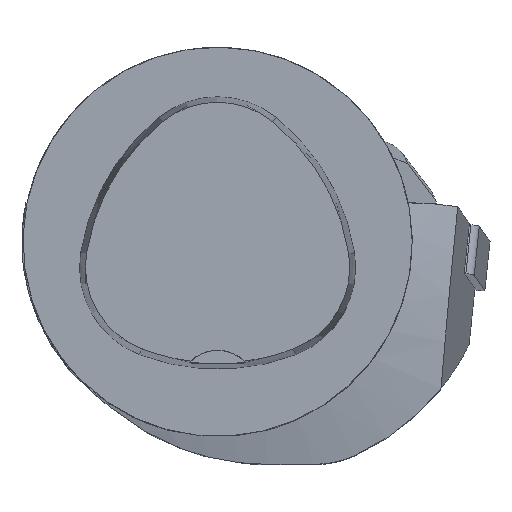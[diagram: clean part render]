
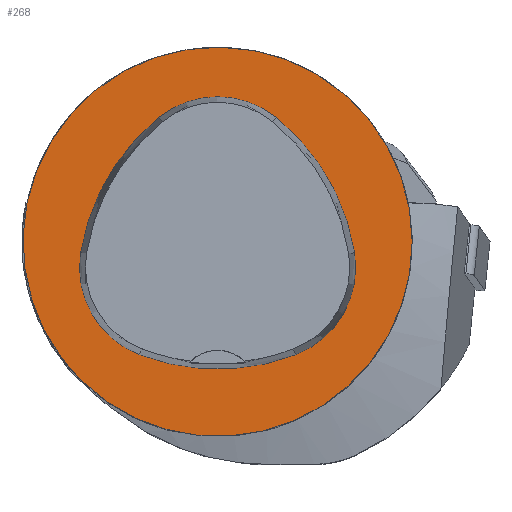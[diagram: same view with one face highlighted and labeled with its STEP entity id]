
A CAD part, top view. The second image highlights one B-rep face of the part: STEP entity #268.
In plain terms, the highlighted planar face has unit normal (0, 0, 1).
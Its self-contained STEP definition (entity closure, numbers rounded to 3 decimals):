
#268=ADVANCED_FACE('',(#666,#667),#340,.T.);
#340=PLANE('',#1821);
#666=FACE_BOUND('',#712,.T.);
#667=FACE_BOUND('',#713,.T.);
#712=EDGE_LOOP('',(#969,#970,#971,#972,#973,#974));
#713=EDGE_LOOP('',(#975));
#969=ORIENTED_EDGE('',*,*,#1513,.F.);
#970=ORIENTED_EDGE('',*,*,#1508,.F.);
#971=ORIENTED_EDGE('',*,*,#1503,.F.);
#972=ORIENTED_EDGE('',*,*,#1500,.F.);
#973=ORIENTED_EDGE('',*,*,#1497,.F.);
#974=ORIENTED_EDGE('',*,*,#1493,.F.);
#975=ORIENTED_EDGE('',*,*,#1483,.T.);
#1308=VERTEX_POINT('',#2698);
#1317=VERTEX_POINT('',#2718);
#1318=VERTEX_POINT('',#2719);
#1321=VERTEX_POINT('',#2727);
#1323=VERTEX_POINT('',#2733);
#1325=VERTEX_POINT('',#2739);
#1329=VERTEX_POINT('',#2752);
#1483=EDGE_CURVE('',#1308,#1308,#1627,.T.);
#1493=EDGE_CURVE('',#1317,#1318,#1628,.T.);
#1497=EDGE_CURVE('',#1318,#1321,#1630,.T.);
#1500=EDGE_CURVE('',#1321,#1323,#1632,.T.);
#1503=EDGE_CURVE('',#1323,#1325,#1634,.T.);
#1508=EDGE_CURVE('',#1325,#1329,#1637,.T.);
#1513=EDGE_CURVE('',#1329,#1317,#1640,.T.);
#1627=CIRCLE('',#1792,25.);
#1628=CIRCLE('',#1799,28.);
#1630=CIRCLE('',#1802,12.);
#1632=CIRCLE('',#1805,28.);
#1634=CIRCLE('',#1808,12.);
#1637=CIRCLE('',#1812,28.);
#1640=CIRCLE('',#1816,12.);
#1792=AXIS2_PLACEMENT_3D('',#2697,#2073,#2074);
#1799=AXIS2_PLACEMENT_3D('',#2717,#2091,#2092);
#1802=AXIS2_PLACEMENT_3D('',#2726,#2099,#2100);
#1805=AXIS2_PLACEMENT_3D('',#2732,#2106,#2107);
#1808=AXIS2_PLACEMENT_3D('',#2738,#2113,#2114);
#1812=AXIS2_PLACEMENT_3D('',#2751,#2122,#2123);
#1816=AXIS2_PLACEMENT_3D('',#2764,#2131,#2132);
#1821=AXIS2_PLACEMENT_3D('',#2769,#2141,#2142);
#2073=DIRECTION('',(0.,0.,1.));
#2074=DIRECTION('',(1.,0.,0.));
#2091=DIRECTION('',(0.,0.,1.));
#2092=DIRECTION('',(1.,0.,0.));
#2099=DIRECTION('',(0.,0.,1.));
#2100=DIRECTION('',(1.,0.,0.));
#2106=DIRECTION('',(0.,0.,1.));
#2107=DIRECTION('',(1.,0.,0.));
#2113=DIRECTION('',(0.,0.,1.));
#2114=DIRECTION('',(1.,0.,0.));
#2122=DIRECTION('',(0.,0.,1.));
#2123=DIRECTION('',(1.,0.,0.));
#2131=DIRECTION('',(0.,0.,1.));
#2132=DIRECTION('',(1.,0.,0.));
#2141=DIRECTION('',(0.,0.,1.));
#2142=DIRECTION('',(-1.,0.,0.));
#2697=CARTESIAN_POINT('',(0.,0.,0.));
#2698=CARTESIAN_POINT('',(25.,0.,0.));
#2717=CARTESIAN_POINT('',(-10.068,-5.824,0.));
#2718=CARTESIAN_POINT('',(17.584,-1.424,0.));
#2719=CARTESIAN_POINT('',(7.531,15.953,0.));
#2726=CARTESIAN_POINT('',(-0.011,6.62,0.));
#2727=CARTESIAN_POINT('',(-7.567,15.942,0.));
#2732=CARTESIAN_POINT('',(10.063,-5.81,0.));
#2733=CARTESIAN_POINT('',(-17.59,-1.418,0.));
#2738=CARTESIAN_POINT('',(-5.739,-3.3,0.));
#2739=CARTESIAN_POINT('',(-10.05,-14.499,0.));
#2751=CARTESIAN_POINT('',(0.01,11.631,0.));
#2752=CARTESIAN_POINT('',(10.025,-14.516,0.));
#2764=CARTESIAN_POINT('',(5.733,-3.31,0.));
#2769=CARTESIAN_POINT('',(0.,0.,0.));
